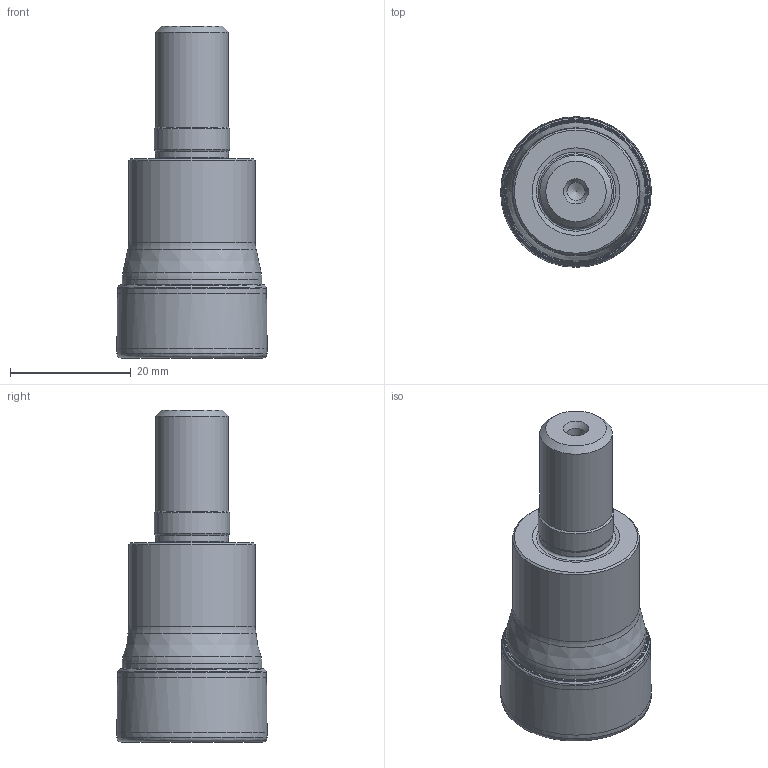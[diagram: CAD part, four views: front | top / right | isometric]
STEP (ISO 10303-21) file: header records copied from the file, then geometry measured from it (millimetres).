
FILE_DESCRIPTION(/* description */ (''),/* implementation_level */ '2;1');
FILE_NAME(/* name */ '25A2R033M12_SLN12_C_115009443ndi000_00_SIM.stp',/* time_stamp */ '2019-12-10T06:31:59+01:00',/* author */ (''),/* organization */ (''),/* preprocessor_version */ 'ST-DEVELOPER v16.7',/* originating_system */ 'SIEMENS PLM Software NX 12.0',/* authorisation */ '');
FILE_SCHEMA (('AUTOMOTIVE_DESIGN { 1 0 10303 214 3 1 1 1 }'));
Length unit declared in the file: millimetre
Products named in the file (1): wq7031CC1F83a5g5
Bounding box: 24.93 x 24.93 x 55 mm (x, y, z)
Volume: 19488.3 mm3; surface area: 6098.7 mm2
Topology: 2 solids, 2 shells, 57 faces, 121 edges, 67 vertices
Faces by surface type: revolution 32, cone 10, cylinder 6, torus 6, plane 3
Full cylindrical faces by diameter (mm): 3 x1, 12 x1, 12.1 x1, 12.5 x1, 21 x1, 23.16 x1
Entity records: 1444 total; most frequent: CARTESIAN_POINT 447, DIRECTION 188, FACE_BOUND 114, EDGE_LOOP 112, ORIENTED_EDGE 112, AXIS2_PLACEMENT_3D 78, VERTEX_POINT 58, ADVANCED_FACE 57
